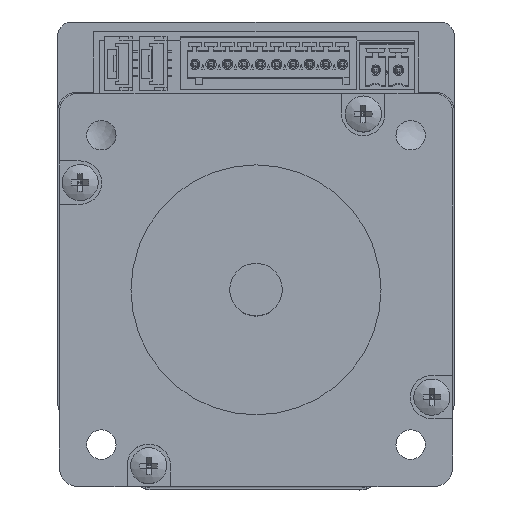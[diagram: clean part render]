
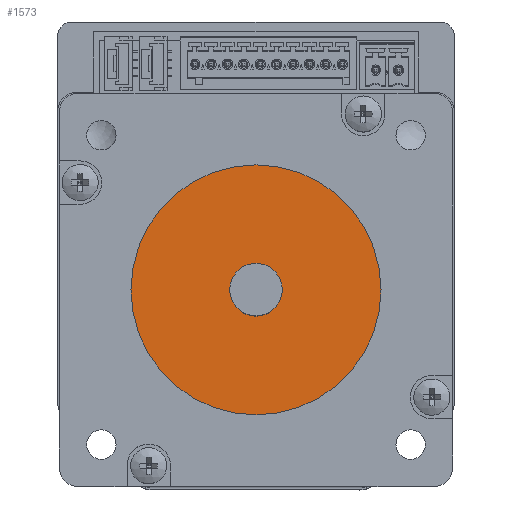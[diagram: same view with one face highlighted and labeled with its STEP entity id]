
A CAD part, top view. The second image highlights one B-rep face of the part: STEP entity #1573.
In plain terms, the highlighted planar face has unit normal (0, 0, 1).
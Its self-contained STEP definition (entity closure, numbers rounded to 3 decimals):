
#1550=CARTESIAN_POINT('',(19.05,0.,6.6));
#1551=VERTEX_POINT('',#1550);
#1552=CARTESIAN_POINT('',(0.,0.,6.6));
#1553=DIRECTION('',(0.0,0.0,-1.0));
#1554=DIRECTION('',(-1.0,0.0,0.0));
#1555=AXIS2_PLACEMENT_3D('',#1552,#1553,#1554);
#1556=CIRCLE('',#1555,19.05);
#1557=EDGE_CURVE('',#1551,#1551,#1556,.T.);
#1565=CARTESIAN_POINT('',(0.,0.,6.6));
#1566=DIRECTION('',(0.0,0.0,-1.0));
#1567=DIRECTION('',(-1.0,0.0,0.0));
#1568=AXIS2_PLACEMENT_3D('',#1565,#1566,#1567);
#1569=PLANE('',#1568);
#1570=ORIENTED_EDGE('',*,*,#1557,.F.);
#1571=EDGE_LOOP('',(#1570));
#1572=FACE_OUTER_BOUND('',#1571,.T.);
#1573=ADVANCED_FACE('',(#1572),#1569,.F.);
